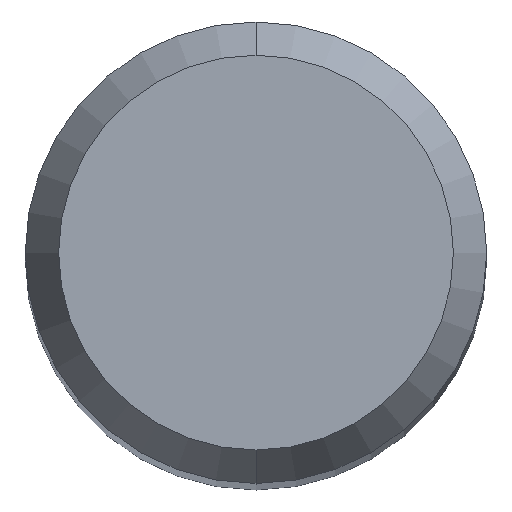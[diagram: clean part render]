
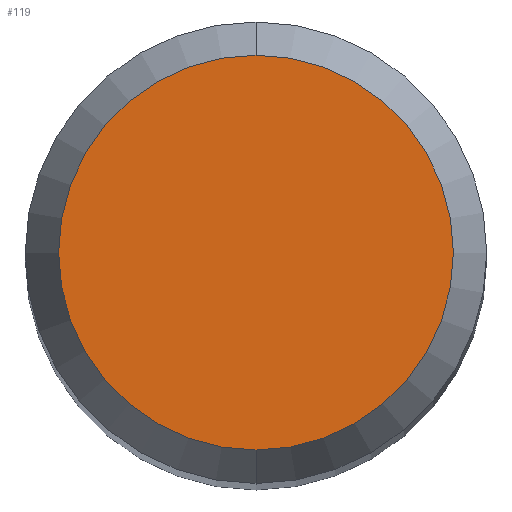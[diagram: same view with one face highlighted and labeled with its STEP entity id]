
A CAD part, top view. The second image highlights one B-rep face of the part: STEP entity #119.
In plain terms, the highlighted planar face has unit normal (0, 0, 1).
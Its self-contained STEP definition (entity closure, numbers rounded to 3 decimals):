
#105=VERTEX_POINT('',#258);
#119=ADVANCED_FACE('',(#274),#275,.T.);
#169=EDGE_CURVE('',#105,#173,#330,.T.);
#173=VERTEX_POINT('',#334);
#177=EDGE_CURVE('',#173,#105,#338,.T.);
#258=CARTESIAN_POINT('',(0.,-1.358,0.));
#274=FACE_OUTER_BOUND('',#437,.T.);
#275=PLANE('',#438);
#330=CIRCLE('',#510,1.358);
#334=CARTESIAN_POINT('',(0.0,1.358,0.));
#338=CIRCLE('',#521,1.358);
#437=EDGE_LOOP('',(#640,#641));
#438=AXIS2_PLACEMENT_3D('',#642,#643,#644);
#510=AXIS2_PLACEMENT_3D('',#708,#709,#710);
#521=AXIS2_PLACEMENT_3D('',#712,#713,#714);
#640=ORIENTED_EDGE('',*,*,#177,.F.);
#641=ORIENTED_EDGE('',*,*,#169,.F.);
#642=CARTESIAN_POINT('',(0.0,0.679,0.));
#643=DIRECTION('',(-0.0,0.0,1.0));
#644=DIRECTION('',(0.0,-1.0,0.0));
#708=CARTESIAN_POINT('',(0.0,0.0,0.));
#709=DIRECTION('',(0.0,0.0,-1.0));
#710=DIRECTION('',(0.0,1.0,0.0));
#712=CARTESIAN_POINT('',(0.0,0.0,0.));
#713=DIRECTION('',(0.0,0.0,-1.0));
#714=DIRECTION('',(0.0,1.0,0.0));
